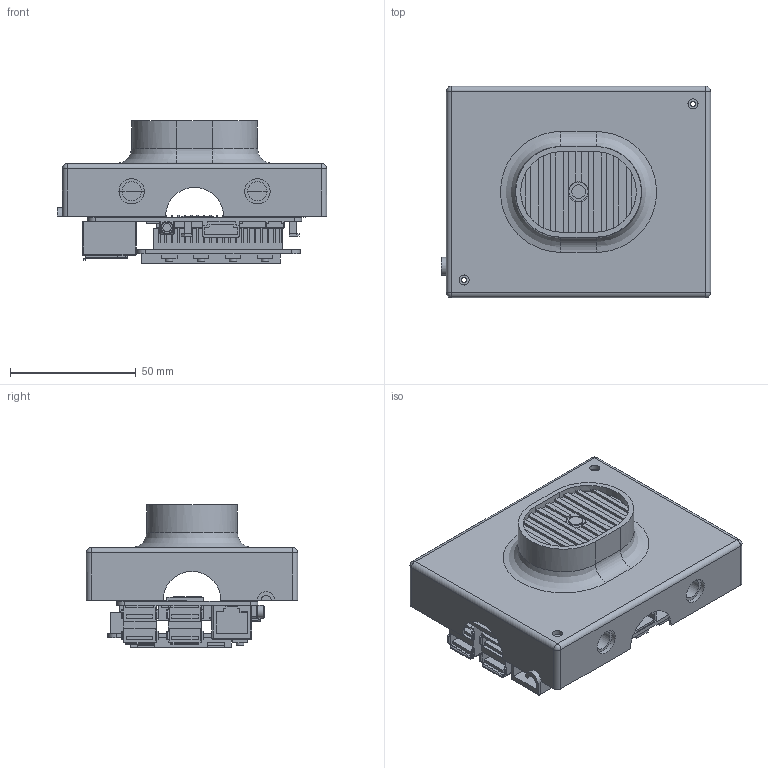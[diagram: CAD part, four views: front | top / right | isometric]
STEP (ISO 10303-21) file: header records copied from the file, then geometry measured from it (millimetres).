
FILE_DESCRIPTION(/* description */ (''),/* implementation_level */ '2;1');
FILE_NAME(/* name */ 'Full Assembly.step',/* time_stamp */ '2017-11-08T12:20:23+00:00',/* author */ (''),/* organization */ (''),/* preprocessor_version */ 'ST-DEVELOPER v16.13',/* originating_system */ 'Autodesk Translation Framework v6.5.0.72',/* authorisation */ '');
FILE_SCHEMA (('AUTOMOTIVE_DESIGN { 1 0 10303 214 3 1 1 }'));
Length unit declared in the file: millimetre
Products named in the file (7): Lens Grill; Export 02; Assem1 v1; Lens Grill Front; RsPI Camera 1; Simple Rsp PI Model B; Adafruit PiTFT Hat 2
Assembly tree (6 placements, depth 3):
  Lens Grill
    Export 02
    Assem1 v1
      Lens Grill Front
      RsPI Camera 1
      Simple Rsp PI Model B
      Adafruit PiTFT Hat 2
Bounding box: 107 x 84 x 56.57 mm (x, y, z)
Volume: 71892.5 mm3; surface area: 67551.9 mm2
Topology: 4 solids, 4 shells, 1017 faces, 2633 edges, 1734 vertices
Faces by surface type: plane 833, cylinder 159, sphere 18, bspline 6, cone 1
Full cylindrical faces by diameter (mm): 2 x6, 2.1 x4, 2.75 x4, 2.756 x4, 3 x4, 3.328 x1, 4 x2, 5 x1, 5.5 x1, 6 x6, 7.6 x1, 7.7 x2, 8 x1, 10.1 x2, 12 x2
Entity records: 31715 total; most frequent: CARTESIAN_POINT 6289, ORIENTED_EDGE 5226, DIRECTION 5055, EDGE_CURVE 2613, LINE 2187, VECTOR 2187, VERTEX_POINT 1734, AXIS2_PLACEMENT_3D 1434
